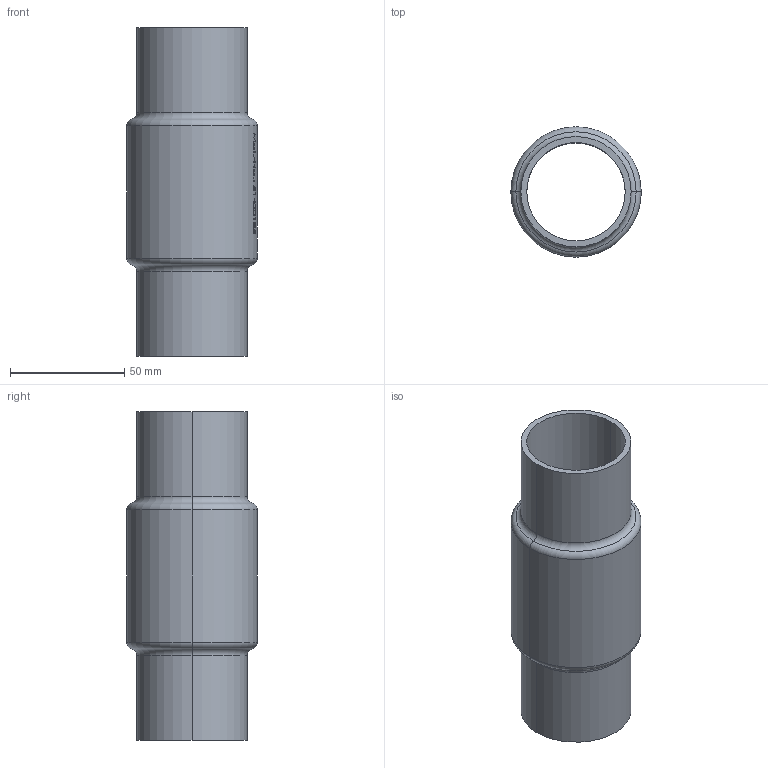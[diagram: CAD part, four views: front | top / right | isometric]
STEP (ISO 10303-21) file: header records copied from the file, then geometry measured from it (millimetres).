
FILE_DESCRIPTION (( 'STEP AP214' ), '1' );
FILE_NAME ('7110000_DN040_ PN40_51420185.STEP', '2022-03-03T10:46:40', ( 'axxx' ), ( 'Hewlett-Packard Company' ), 'SwSTEP 2.0', 'SolidWorks 2019', '' );
FILE_SCHEMA (( 'AUTOMOTIVE_DESIGN' ));
Length unit declared in the file: millimetre
Products named in the file (1): 7110000_DN040_ PN40_51420185
Bounding box: 57 x 57 x 144 mm (x, y, z)
Volume: 98981.2 mm3; surface area: 47518 mm2
Topology: 1 solids, 1 shells, 513 faces, 1374 edges, 912 vertices
Faces by surface type: plane 250, bspline 213, cylinder 42, torus 8
Entity records: 28266 total; most frequent: CARTESIAN_POINT 16962, ORIENTED_EDGE 2748, DIRECTION 1583, EDGE_CURVE 1374, VERTEX_POINT 912, VECTOR 755, LINE 755, EDGE_LOOP 564
